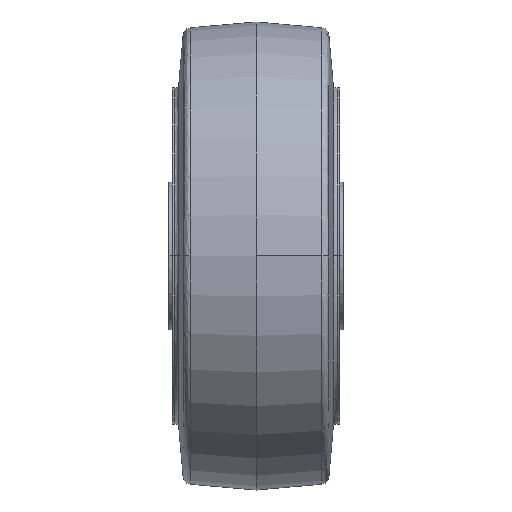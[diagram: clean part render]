
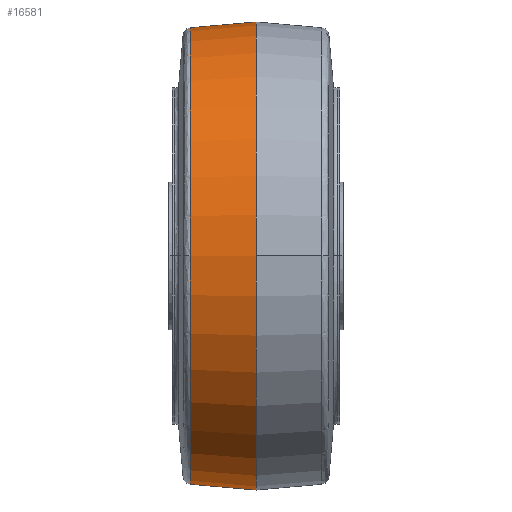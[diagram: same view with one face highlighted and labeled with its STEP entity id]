
A CAD part, top view. The second image highlights one B-rep face of the part: STEP entity #16581.
In plain terms, the highlighted conical face has half-angle 5 degrees and reference radius 44.45 mm.
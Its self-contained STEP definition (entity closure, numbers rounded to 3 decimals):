
#156 = AXIS2_PLACEMENT_3D ( 'NONE', #17921, #4521, #2258 ) ;
#548 = ORIENTED_EDGE ( 'NONE', *, *, #11832, .T. ) ;
#1016 = CARTESIAN_POINT ( 'NONE',  ( -12.467, 0., 43.359 ) ) ;
#2113 = EDGE_LOOP ( 'NONE', ( #26686, #548, #27168, #6166, #7208, #15771 ) ) ;
#2258 = DIRECTION ( 'NONE',  ( 0., 1., 0. ) ) ;
#3184 = CARTESIAN_POINT ( 'NONE',  ( 0., 44.45, 0. ) ) ;
#4313 = LINE ( 'NONE', #17507, #22138 ) ;
#4521 = DIRECTION ( 'NONE',  ( 1., 0., 0. ) ) ;
#5084 = CARTESIAN_POINT ( 'NONE',  ( -12.467, 0., 0. ) ) ;
#5224 = CARTESIAN_POINT ( 'NONE',  ( 0., -44.45, 0. ) ) ;
#5528 = CARTESIAN_POINT ( 'NONE',  ( 0., 0., 0. ) ) ;
#6166 = ORIENTED_EDGE ( 'NONE', *, *, #26102, .F. ) ;
#7208 = ORIENTED_EDGE ( 'NONE', *, *, #24535, .F. ) ;
#7317 = DIRECTION ( 'NONE',  ( 0., 0., -1. ) ) ;
#7404 = AXIS2_PLACEMENT_3D ( 'NONE', #21494, #8081, #23732 ) ;
#7491 = CARTESIAN_POINT ( 'NONE',  ( -12.467, 43.359, 0. ) ) ;
#7670 = DIRECTION ( 'NONE',  ( 0.996, 0.087, 0. ) ) ;
#7758 = DIRECTION ( 'NONE',  ( 0., 0., 1. ) ) ;
#8005 = FACE_OUTER_BOUND ( 'NONE', #2113, .T. ) ;
#8081 = DIRECTION ( 'NONE',  ( 1., 0., 0. ) ) ;
#9273 = AXIS2_PLACEMENT_3D ( 'NONE', #12976, #28518, #15204 ) ;
#10920 = EDGE_CURVE ( 'NONE', #24712, #14258, #4313, .T. ) ;
#11154 = CARTESIAN_POINT ( 'NONE',  ( 0., 44.45, 0. ) ) ;
#11832 = EDGE_CURVE ( 'NONE', #27502, #24712, #24204, .T. ) ;
#12976 = CARTESIAN_POINT ( 'NONE',  ( -12.467, 0., 0. ) ) ;
#14258 = VERTEX_POINT ( 'NONE', #5224 ) ;
#15014 = VERTEX_POINT ( 'NONE', #7491 ) ;
#15204 = DIRECTION ( 'NONE',  ( 0., 0., -1. ) ) ;
#15771 = ORIENTED_EDGE ( 'NONE', *, *, #17936, .F. ) ;
#16385 = VECTOR ( 'NONE', #7670, 1000. ) ;
#16581 = ADVANCED_FACE ( 'NONE', ( #8005 ), #24443, .T. ) ;
#17507 = CARTESIAN_POINT ( 'NONE',  ( 0., -44.45, 0. ) ) ;
#17921 = CARTESIAN_POINT ( 'NONE',  ( 0., 0., 0. ) ) ;
#17936 = EDGE_CURVE ( 'NONE', #15014, #20609, #28222, .T. ) ;
#17938 = VERTEX_POINT ( 'NONE', #27767 ) ;
#20609 = VERTEX_POINT ( 'NONE', #11154 ) ;
#20733 = DIRECTION ( 'NONE',  ( 1., 0., 0. ) ) ;
#21166 = DIRECTION ( 'NONE',  ( 1., 0., 0. ) ) ;
#21494 = CARTESIAN_POINT ( 'NONE',  ( 0., 0., 0. ) ) ;
#22138 = VECTOR ( 'NONE', #26333, 1000. ) ;
#22843 = CIRCLE ( 'NONE', #24663, 44.45 ) ;
#22961 = AXIS2_PLACEMENT_3D ( 'NONE', #5084, #20733, #7317 ) ;
#23732 = DIRECTION ( 'NONE',  ( 0., 0., 1. ) ) ;
#24204 = CIRCLE ( 'NONE', #22961, 43.359 ) ;
#24443 = CONICAL_SURFACE ( 'NONE', #156, 44.45, 0.087 ) ;
#24535 = EDGE_CURVE ( 'NONE', #20609, #17938, #25662, .T. ) ;
#24617 = CIRCLE ( 'NONE', #9273, 43.359 ) ;
#24663 = AXIS2_PLACEMENT_3D ( 'NONE', #5528, #21166, #7758 ) ;
#24712 = VERTEX_POINT ( 'NONE', #26524 ) ;
#25110 = EDGE_CURVE ( 'NONE', #15014, #27502, #24617, .T. ) ;
#25662 = CIRCLE ( 'NONE', #7404, 44.45 ) ;
#26102 = EDGE_CURVE ( 'NONE', #17938, #14258, #22843, .T. ) ;
#26333 = DIRECTION ( 'NONE',  ( 0.996, -0.087, 0. ) ) ;
#26524 = CARTESIAN_POINT ( 'NONE',  ( -12.467, -43.359, 0. ) ) ;
#26686 = ORIENTED_EDGE ( 'NONE', *, *, #25110, .T. ) ;
#27168 = ORIENTED_EDGE ( 'NONE', *, *, #10920, .T. ) ;
#27502 = VERTEX_POINT ( 'NONE', #1016 ) ;
#27767 = CARTESIAN_POINT ( 'NONE',  ( 0., 0., 44.45 ) ) ;
#28222 = LINE ( 'NONE', #3184, #16385 ) ;
#28518 = DIRECTION ( 'NONE',  ( 1., 0., 0. ) ) ;
